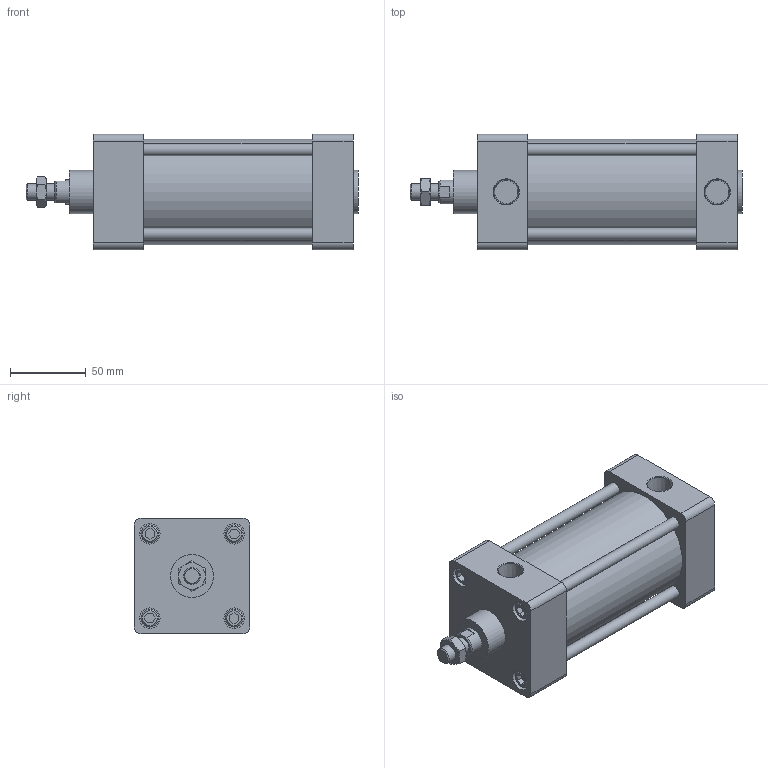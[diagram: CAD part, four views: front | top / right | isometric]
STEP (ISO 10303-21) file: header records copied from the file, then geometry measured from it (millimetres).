
FILE_DESCRIPTION(/* description */ ('Unknown'),/* implementation_level */ '2;1');
FILE_NAME(/* name */ '1309.250.0300.01',/* time_stamp */ '2021-07-22T15:34:33-04:00',/* author */ ('Unknown'),/* organization */ ('Unknown'),/* preprocessor_version */ 'ST-DEVELOPER v16.7',/* originating_system */ 'Solid Edge',/* authorisation */ 'Unknown');
FILE_SCHEMA (('AUTOMOTIVE_DESIGN {1 0 10303 214 3 1 1}'));
Length unit declared in the file: millimetre
Products named in the file (7): 1309.250.0300.01; 1309_2.5_XXXX_03; 1309_2.5_XXXX_05; 1309_2.5_XXXX_01; 1309_2.5_XXXX_04; 1309_2.5_XXXX_02; 1309_7-16
Assembly tree (9 placements, depth 2):
  1309.250.0300.01
    1309_2.5_XXXX_03
    1309_2.5_XXXX_05  x4
    1309_2.5_XXXX_01
    1309_2.5_XXXX_04
    1309_2.5_XXXX_02
    1309_7-16
Bounding box: 219.07 x 76.2 x 76.2 mm (x, y, z)
Volume: 574309.5 mm3; surface area: 140547.1 mm2
Topology: 9 solids, 9 shells, 185 faces, 398 edges, 259 vertices
Faces by surface type: plane 88, cone 49, cylinder 48
Full cylindrical faces by diameter (mm): 6.792 x4, 7.938 x16, 9.738 x1, 11.113 x1, 11.76 x4, 13.462 x4, 15.281 x2, 15.875 x3, 28.575 x2, 63.5 x2, 69.85 x1
Entity records: 5046 total; most frequent: CARTESIAN_POINT 1415, DIRECTION 752, ORIENTED_EDGE 558, AXIS2_PLACEMENT_3D 318, FACE_BOUND 286, EDGE_LOOP 282, EDGE_CURVE 279, VERTEX_POINT 219
